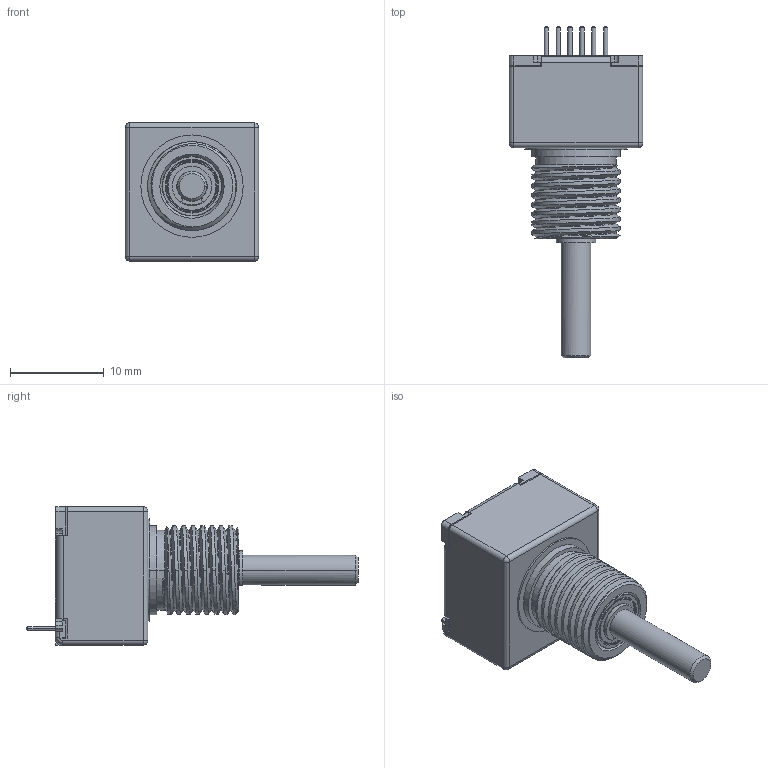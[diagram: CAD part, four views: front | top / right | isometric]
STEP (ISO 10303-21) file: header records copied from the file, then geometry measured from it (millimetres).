
FILE_DESCRIPTION((''),'2;1');
FILE_NAME('ES14A0D-E28-L0XXN','2016-02-22T',('RICKB'),('Bourns, Inc.'),'PRO/ENGINEER BY PARAMETRIC TECHNOLOGY CORPORATION, 2012230','PRO/ENGINEER BY PARAMETRIC TECHNOLOGY CORPORATION, 2012230','');
FILE_SCHEMA(('CONFIG_CONTROL_DESIGN'));
Length unit declared in the file: inch
Products named in the file (1): ES14A0D-E28-L0XXN
Bounding box: 14.25 x 35.43 x 14.76 mm (x, y, z)
Volume: 2684.7 mm3; surface area: 2289.8 mm2
Topology: 2 solids, 14 shells, 1193 faces, 3266 edges, 2149 vertices
Faces by surface type: plane 884, cylinder 204, cone 54, bspline 25, sphere 20, torus 6
Entity records: 41217 total; most frequent: CARTESIAN_POINT 10564, ORIENTED_EDGE 6532, DIRECTION 6045, EDGE_CURVE 3266, VECTOR 2665, LINE 2665, VERTEX_POINT 2149, AXIS2_PLACEMENT_3D 1690
